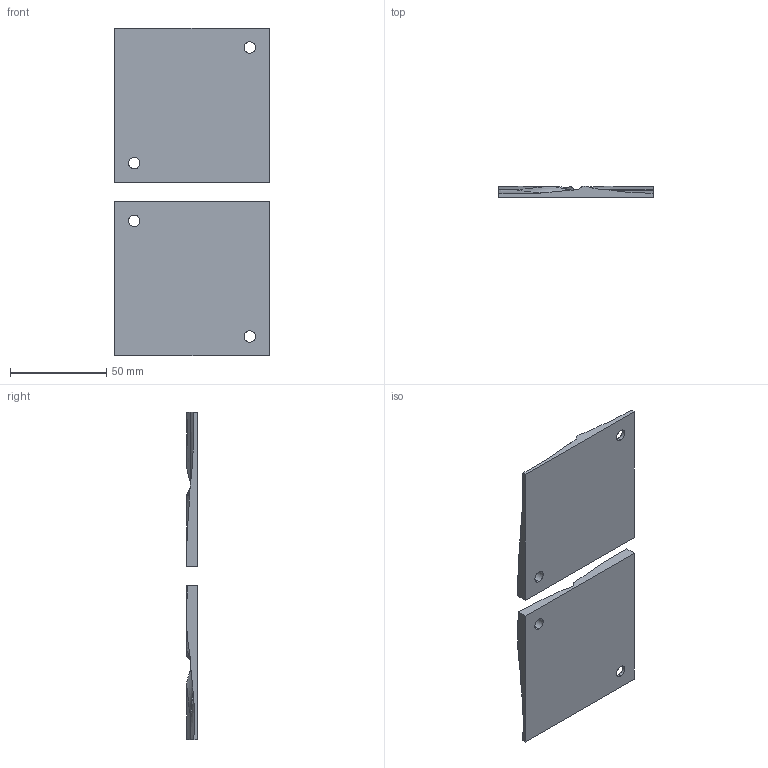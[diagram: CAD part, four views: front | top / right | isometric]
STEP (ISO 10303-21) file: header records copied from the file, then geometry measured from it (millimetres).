
FILE_DESCRIPTION (( 'STEP AP214' ), '1' );
FILE_NAME ('65mm 3-blade propeller mould.STEP', '2018-10-13T14:23:17', ( '' ), ( '' ), 'SwSTEP 2.0', 'SolidWorks 2014', '' );
FILE_SCHEMA (( 'AUTOMOTIVE_DESIGN' ));
Length unit declared in the file: millimetre
Products named in the file (3): micro 3 blade oben_1; micro 3 blade unten_1; 65mm 3-blade propeller mould
Assembly tree (2 placements, depth 2):
  65mm 3-blade propeller mould
    micro 3 blade unten_1
    micro 3 blade oben_1
Bounding box: 80 x 5.68 x 170 mm (x, y, z)
Volume: 46147 mm3; surface area: 28363.7 mm2
Topology: 2 solids, 2 shells, 102 faces, 283 edges, 174 vertices
Faces by surface type: bspline 72, cylinder 16, plane 12, sphere 2
Entity records: 15880 total; most frequent: CARTESIAN_POINT 12733, ORIENTED_EDGE 534, EDGE_CURVE 267, B_SPLINE_CURVE_WITH_KNOTS 188, VERTEX_POINT 171, DIRECTION 163, EDGE_LOOP 112, UNCERTAINTY_MEASURE_WITH_UNIT 109
